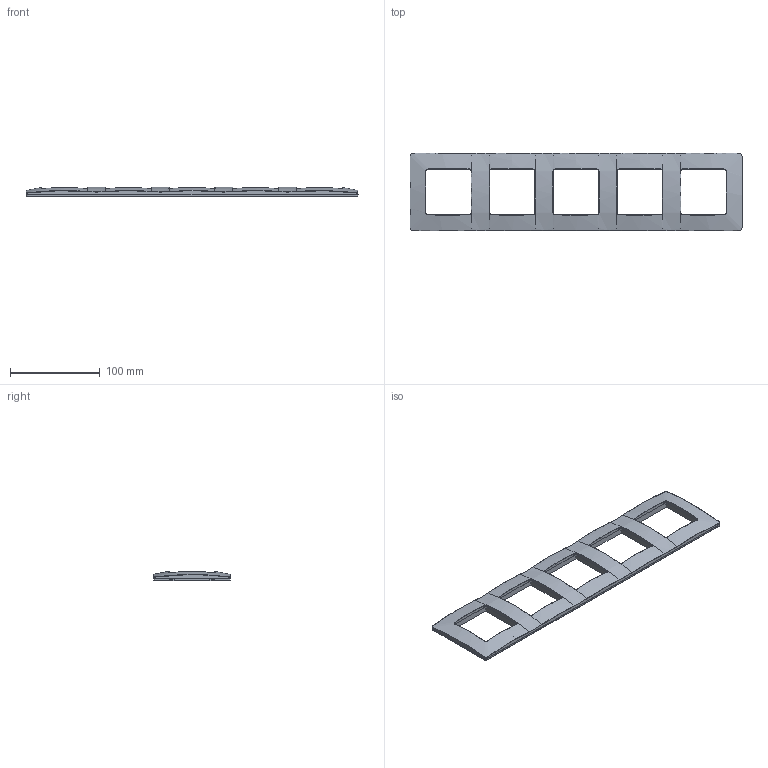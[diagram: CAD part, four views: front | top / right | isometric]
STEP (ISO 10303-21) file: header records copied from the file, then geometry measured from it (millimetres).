
FILE_DESCRIPTION (( 'STEP AP203' ), '1' );
FILE_NAME ('Ramka_5p.STEP', '2025-06-25T20:47:26', ( '' ), ( '' ), 'SwSTEP 2.0', 'SolidWorks 2022', '' );
FILE_SCHEMA (( 'CONFIG_CONTROL_DESIGN' ));
Products named in the file (1): Ramka_5p
Bounding box: 370 x 86 x 10.11 mm (x, y, z)
Volume: 146882.1 mm3; surface area: 65293.3 mm2
Topology: 1 solids, 10 shells, 2803 faces, 8161 edges, 5394 vertices
Faces by surface type: plane 2515, bspline 192, cylinder 84, cone 8, torus 4
Entity records: 117979 total; most frequent: CARTESIAN_POINT 54996, ORIENTED_EDGE 16322, DIRECTION 8316, EDGE_CURVE 8161, VERTEX_POINT 5394, B_SPLINE_CURVE_WITH_KNOTS 4854, VECTOR 2984, LINE 2984
